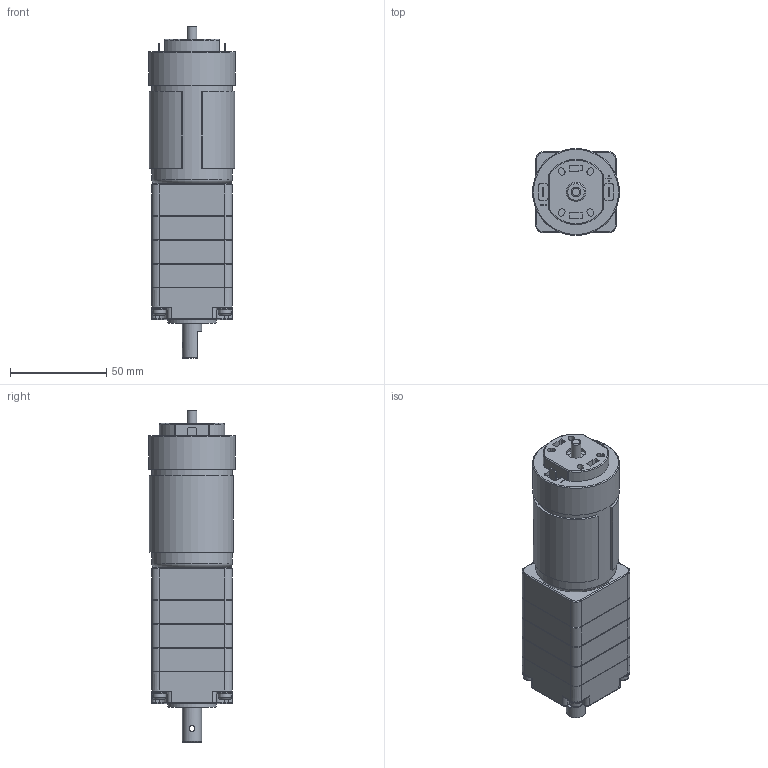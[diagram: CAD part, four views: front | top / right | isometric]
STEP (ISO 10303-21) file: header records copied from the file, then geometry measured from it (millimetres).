
FILE_DESCRIPTION(/* description */ (''),/* implementation_level */ '2;1');
FILE_NAME(/* name */ 'P205-3stadi',/* time_stamp */ '2014-09-02T12:03:58+02:00',/* author */ (''),/* organization */ (''),/* preprocessor_version */ 'ST-DEVELOPER v11',/* originating_system */ 'UGS - NX 5.0',/* authorisation */ '');
FILE_SCHEMA (('AUTOMOTIVE_DESIGN { 1 0 10303 214 1 1 1 1 }'));
Length unit declared in the file: millimetre
Products named in the file (1): Luig9E169jdy
Bounding box: 45.2 x 45.2 x 172.5 mm (x, y, z)
Volume: 222352.5 mm3; surface area: 69218.1 mm2
Topology: 20 solids, 20 shells, 607 faces, 1458 edges, 941 vertices
Faces by surface type: plane 326, cylinder 165, cone 65, torus 39, bspline 12
Full cylindrical faces by diameter (mm): 3 x1, 3.45 x4, 3.7 x8, 3.838 x4, 4 x8, 4.3 x8, 5 x2, 6.7 x4, 9.6 x1, 10 x4, 17.5 x2, 17.598 x1, 17.6 x1, 20 x1, 22 x1, 42 x1, 42.8 x1, 45.2 x1
Entity records: 18015 total; most frequent: CARTESIAN_POINT 3871, DIRECTION 2949, ORIENTED_EDGE 2718, EDGE_CURVE 1359, AXIS2_PLACEMENT_3D 1093, VERTEX_POINT 917, EDGE_LOOP 768, LINE 763
